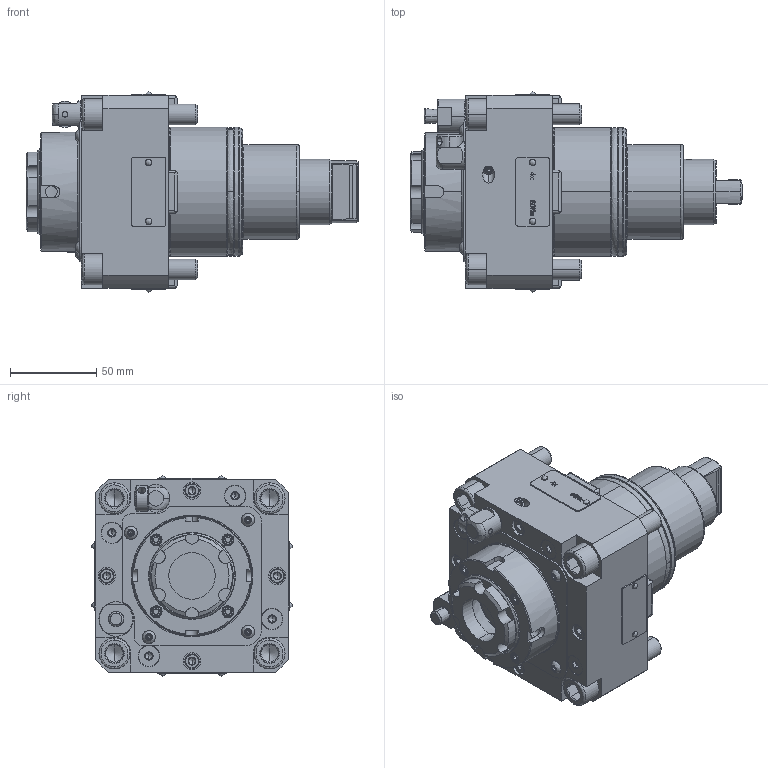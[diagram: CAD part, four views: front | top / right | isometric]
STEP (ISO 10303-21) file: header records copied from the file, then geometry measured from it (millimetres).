
FILE_DESCRIPTION (( 'STEP AP203' ), '1' );
FILE_NAME ('04-1165.STEP', '2023-11-22T00:40:55', ( '' ), ( '' ), 'SwSTEP 2.0', 'SolidWorks 2022', '' );
FILE_SCHEMA (( 'CONFIG_CONTROL_DESIGN' ));
Length unit declared in the file: inch
Products named in the file (3): 04-1165; AA_SW0002; AA_SW0002_2
Assembly tree (2 placements, depth 2):
  04-1165
    AA_SW0002
    AA_SW0002_2
Bounding box: 192.66 x 116.2 x 116.1 mm (x, y, z)
Volume: 1001479.8 mm3; surface area: 109756.8 mm2
Topology: 2 solids, 10 shells, 1383 faces, 3591 edges, 2265 vertices
Faces by surface type: plane 696, cone 307, cylinder 302, bspline 76, torus 2
Entity records: 46693 total; most frequent: CARTESIAN_POINT 13079, ORIENTED_EDGE 7066, DIRECTION 6826, EDGE_CURVE 3533, AXIS2_PLACEMENT_3D 2417, VERTEX_POINT 2265, VECTOR 1992, LINE 1992
